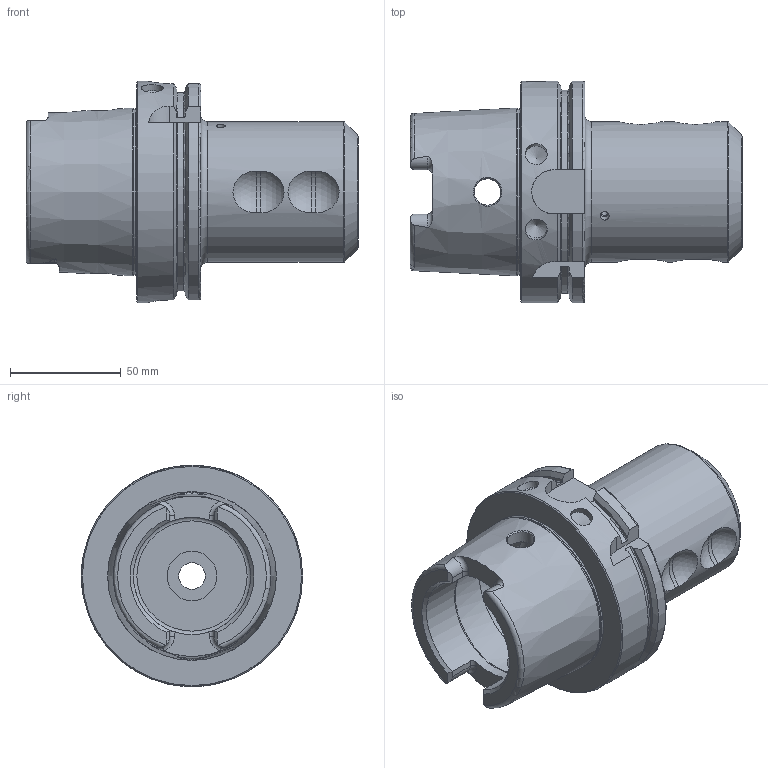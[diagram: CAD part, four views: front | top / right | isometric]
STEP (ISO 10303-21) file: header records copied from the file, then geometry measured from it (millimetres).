
FILE_DESCRIPTION(/* description */ (''),/* implementation_level */ '2;1');
FILE_NAME(/* name */ 'AR034C.stp',/* time_stamp */ '2021-02-26T11:09:08+09:00',/* author */ ('eos'),/* organization */ (''),/* preprocessor_version */ 'ST-DEVELOPER v18.1',/* originating_system */ 'Autodesk Inventor 2020',/* authorisation */ '');
FILE_SCHEMA (('AUTOMOTIVE_DESIGN { 1 0 10303 214 3 1 1 }'));
Length unit declared in the file: millimetre
Products named in the file (1): HSK100A-발란스
Bounding box: 150 x 100 x 100 mm (x, y, z)
Volume: 409913 mm3; surface area: 71926.7 mm2
Topology: 1 solids, 1 shells, 141 faces, 432 edges, 300 vertices
Faces by surface type: cylinder 45, plane 42, torus 27, cone 21, sphere 4, bspline 2
Full cylindrical faces by diameter (mm): 2.459 x2, 3 x2, 4 x1, 10 x3, 12 x3, 17.323 x2, 22.376 x1, 25 x1, 31.75 x1, 32.95 x1, 53 x2, 63 x1, 63.5 x1, 75.415 x1, 100 x1
Entity records: 6214 total; most frequent: CARTESIAN_POINT 2277, ORIENTED_EDGE 862, DIRECTION 803, EDGE_CURVE 431, AXIS2_PLACEMENT_3D 338, VERTEX_POINT 302, CIRCLE 191, EDGE_LOOP 167
